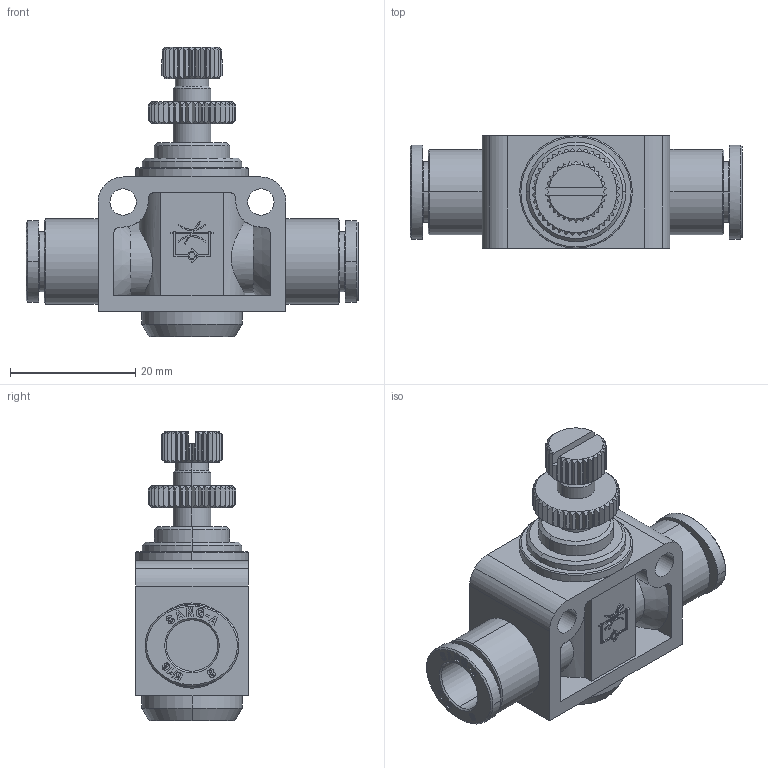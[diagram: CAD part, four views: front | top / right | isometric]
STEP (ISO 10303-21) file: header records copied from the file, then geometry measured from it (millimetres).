
FILE_DESCRIPTION((''),'2;1');
FILE_NAME('GNSF 08(3D).stp','2012-12-17T13:48:54',(''),(''),'Mechanical Desktop.R8.0.24.0','Mechanical Desktop.R8.0.24.0',', , ');
FILE_SCHEMA(('CONFIG_CONTROL_DESIGN'));
Length unit declared in the file: millimetre
Products named in the file (2): GNSF 08(3D); ºÎÇ°1
Assembly tree (1 placements, depth 2):
  GNSF 08(3D)
    ºÎÇ°1
Bounding box: 53 x 18 x 46.2 mm (x, y, z)
Volume: 13466.8 mm3; surface area: 7607.2 mm2
Topology: 1 solids, 1 shells, 1308 faces, 3574 edges, 2321 vertices
Faces by surface type: plane 903, cylinder 237, cone 108, bspline 58, torus 2
Entity records: 42735 total; most frequent: CARTESIAN_POINT 10457, ORIENTED_EDGE 7148, DIRECTION 6181, EDGE_CURVE 3574, VECTOR 2565, LINE 2565, VERTEX_POINT 2321, AXIS2_PLACEMENT_3D 1808
